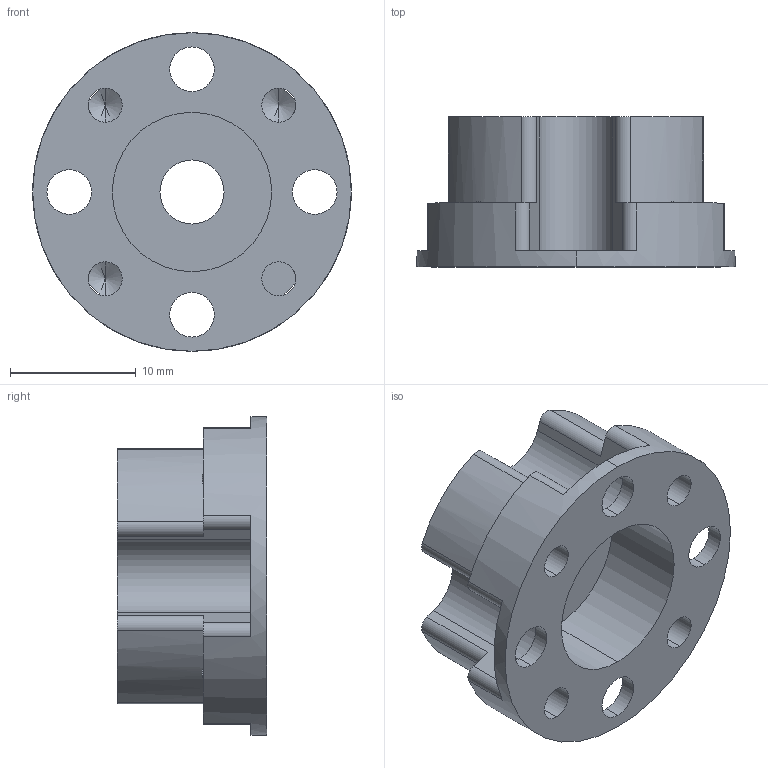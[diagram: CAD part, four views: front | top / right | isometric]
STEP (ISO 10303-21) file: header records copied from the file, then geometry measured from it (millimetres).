
FILE_DESCRIPTION (( 'STEP AP203' ), '1' );
FILE_NAME ('595612.STEP', '2014-07-15T16:11:36', ( 'Kyle' ), ( 'Microsoft' ), 'SwSTEP 2.0', 'SolidWorks 2014', '' );
FILE_SCHEMA (( 'CONFIG_CONTROL_DESIGN' ));
Length unit declared in the file: inch
Products named in the file (1): 595612
Bounding box: 25.39 x 11.94 x 25.39 mm (x, y, z)
Volume: 2878.3 mm3; surface area: 2534.6 mm2
Topology: 1 solids, 1 shells, 77 faces, 229 edges, 145 vertices
Faces by surface type: cylinder 51, plane 20, cone 6
Entity records: 2716 total; most frequent: DIRECTION 499, CARTESIAN_POINT 461, ORIENTED_EDGE 446, EDGE_CURVE 223, AXIS2_PLACEMENT_3D 201, VERTEX_POINT 145, CIRCLE 123, VECTOR 97
